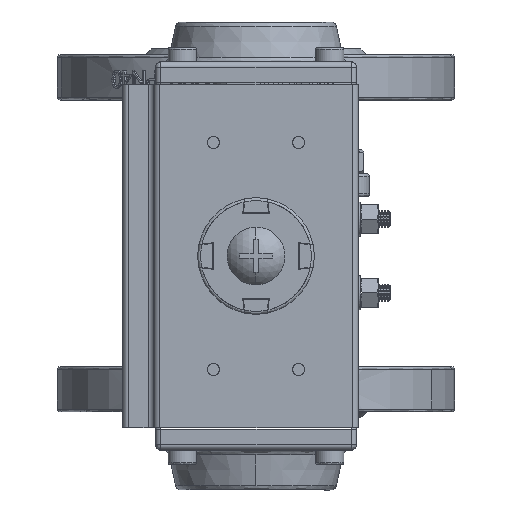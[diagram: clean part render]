
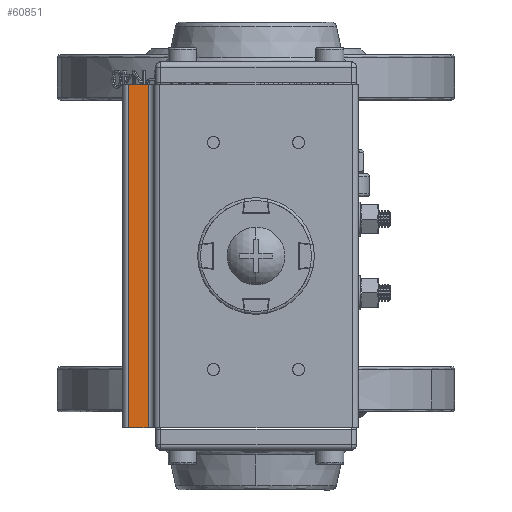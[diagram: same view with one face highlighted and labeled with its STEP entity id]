
A CAD part, left-side view. The second image highlights one B-rep face of the part: STEP entity #60851.
In plain terms, the highlighted planar face has unit normal (1, 0, 0).
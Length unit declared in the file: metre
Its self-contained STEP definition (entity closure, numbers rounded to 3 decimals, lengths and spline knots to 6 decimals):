
#1967 = DIRECTION ( 'NONE',  ( 1., 0., 0. ) ) ;
#7564 = VECTOR ( 'NONE', #69494, 1. ) ;
#11395 = CARTESIAN_POINT ( 'NONE',  ( -0.136299, 0.040503, 0.210116 ) ) ;
#11475 = CARTESIAN_POINT ( 'NONE',  ( -0.136299, 0.033503, 0.210116 ) ) ;
#13183 = ORIENTED_EDGE ( 'NONE', *, *, #76188, .T. ) ;
#13622 = VERTEX_POINT ( 'NONE', #35055 ) ;
#13791 = EDGE_CURVE ( 'NONE', #40464, #13622, #38156, .T. ) ;
#17297 = CARTESIAN_POINT ( 'NONE',  ( -0.136299, 0.033503, 0.210116 ) ) ;
#17668 = ORIENTED_EDGE ( 'NONE', *, *, #46218, .T. ) ;
#27289 = VECTOR ( 'NONE', #43679, 1. ) ;
#35055 = CARTESIAN_POINT ( 'NONE',  ( -0.136299, 0.033503, 0.089116 ) ) ;
#36733 = CARTESIAN_POINT ( 'NONE',  ( -0.136299, 0.033503, 0.089116 ) ) ;
#37111 = DIRECTION ( 'NONE',  ( 0., 0., -1. ) ) ;
#38156 = LINE ( 'NONE', #93703, #49818 ) ;
#39859 = VECTOR ( 'NONE', #90246, 1. ) ;
#40464 = VERTEX_POINT ( 'NONE', #46807 ) ;
#43679 = DIRECTION ( 'NONE',  ( 0., 0., 1. ) ) ;
#46218 = EDGE_CURVE ( 'NONE', #13622, #64971, #52610, .T. ) ;
#46807 = CARTESIAN_POINT ( 'NONE',  ( -0.136299, 0.033503, 0.210116 ) ) ;
#49818 = VECTOR ( 'NONE', #37111, 1. ) ;
#52610 = LINE ( 'NONE', #36733, #7564 ) ;
#52648 = CARTESIAN_POINT ( 'NONE',  ( -0.136299, 0.040503, 0.210116 ) ) ;
#52755 = AXIS2_PLACEMENT_3D ( 'NONE', #11475, #1967, #59035 ) ;
#55380 = PLANE ( 'NONE',  #52755 ) ;
#59035 = DIRECTION ( 'NONE',  ( 0., -1., 0. ) ) ;
#60579 = LINE ( 'NONE', #52648, #27289 ) ;
#60851 = ADVANCED_FACE ( 'NONE', ( #95584 ), #55380, .T. ) ;
#64971 = VERTEX_POINT ( 'NONE', #97355 ) ;
#65558 = VERTEX_POINT ( 'NONE', #11395 ) ;
#69494 = DIRECTION ( 'NONE',  ( 0., 1., 0. ) ) ;
#69586 = EDGE_LOOP ( 'NONE', ( #97180, #17668, #96288, #13183 ) ) ;
#69615 = EDGE_CURVE ( 'NONE', #64971, #65558, #60579, .T. ) ;
#76188 = EDGE_CURVE ( 'NONE', #65558, #40464, #98210, .T. ) ;
#90246 = DIRECTION ( 'NONE',  ( 0., -1., 0. ) ) ;
#93703 = CARTESIAN_POINT ( 'NONE',  ( -0.136299, 0.033503, 0.210116 ) ) ;
#95584 = FACE_OUTER_BOUND ( 'NONE', #69586, .T. ) ;
#96288 = ORIENTED_EDGE ( 'NONE', *, *, #69615, .T. ) ;
#97180 = ORIENTED_EDGE ( 'NONE', *, *, #13791, .T. ) ;
#97355 = CARTESIAN_POINT ( 'NONE',  ( -0.136299, 0.040503, 0.089116 ) ) ;
#98210 = LINE ( 'NONE', #17297, #39859 ) ;
